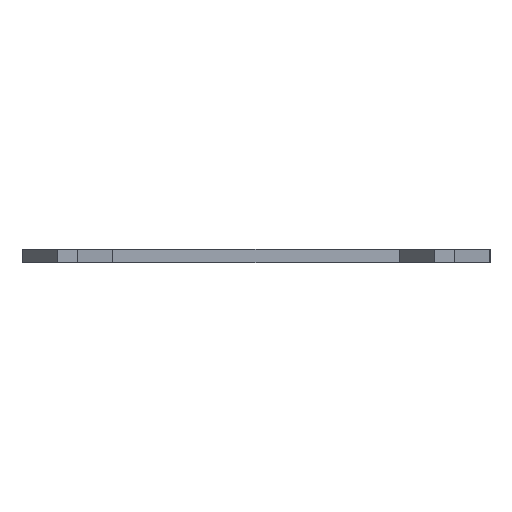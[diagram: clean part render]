
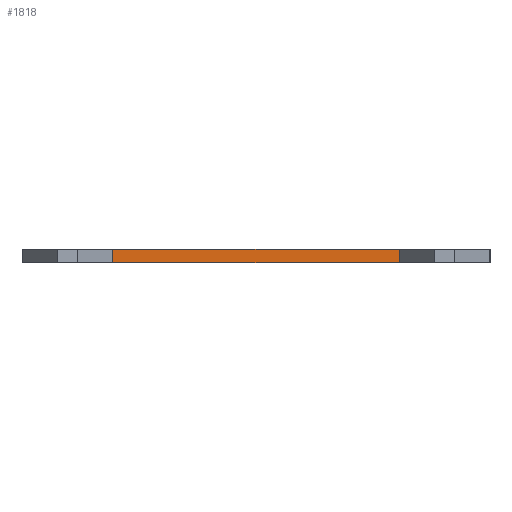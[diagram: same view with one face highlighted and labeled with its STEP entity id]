
A CAD part, left-side view. The second image highlights one B-rep face of the part: STEP entity #1818.
In plain terms, the highlighted planar face has unit normal (-1, 0, 0).
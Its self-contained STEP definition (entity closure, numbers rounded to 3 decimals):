
#142=FACE_OUTER_BOUND('',#243,.T.);
#243=EDGE_LOOP('',(#1535,#1536,#1537,#1538));
#303=LINE('',#2457,#539);
#485=LINE('',#2852,#721);
#486=LINE('',#2855,#722);
#487=LINE('',#2856,#723);
#539=VECTOR('',#1991,10.);
#721=VECTOR('',#2341,10.);
#722=VECTOR('',#2344,10.);
#723=VECTOR('',#2345,10.);
#771=VERTEX_POINT('',#2454);
#772=VERTEX_POINT('',#2456);
#901=VERTEX_POINT('',#2850);
#902=VERTEX_POINT('',#2854);
#943=EDGE_CURVE('',#771,#772,#303,.T.);
#1141=EDGE_CURVE('',#901,#772,#485,.T.);
#1142=EDGE_CURVE('',#901,#902,#486,.T.);
#1143=EDGE_CURVE('',#902,#771,#487,.T.);
#1535=ORIENTED_EDGE('',*,*,#1142,.F.);
#1536=ORIENTED_EDGE('',*,*,#1141,.T.);
#1537=ORIENTED_EDGE('',*,*,#943,.F.);
#1538=ORIENTED_EDGE('',*,*,#1143,.F.);
#1732=PLANE('',#1934);
#1818=ADVANCED_FACE('',(#142),#1732,.T.);
#1934=AXIS2_PLACEMENT_3D('',#2853,#2342,#2343);
#1991=DIRECTION('',(0.,1.,0.));
#2341=DIRECTION('',(0.,0.,-1.));
#2342=DIRECTION('center_axis',(-1.,0.,0.));
#2343=DIRECTION('ref_axis',(0.,1.,0.));
#2344=DIRECTION('',(0.,-1.,0.));
#2345=DIRECTION('',(0.,0.,-1.));
#2454=CARTESIAN_POINT('',(48.735,110.479,0.));
#2456=CARTESIAN_POINT('',(48.735,239.521,0.));
#2457=CARTESIAN_POINT('',(48.735,239.521,0.));
#2850=CARTESIAN_POINT('',(48.735,239.521,6.));
#2852=CARTESIAN_POINT('',(48.735,239.521,6.));
#2853=CARTESIAN_POINT('Origin',(48.735,110.479,6.));
#2854=CARTESIAN_POINT('',(48.735,110.479,6.));
#2855=CARTESIAN_POINT('',(48.735,239.521,6.));
#2856=CARTESIAN_POINT('',(48.735,110.479,6.));
